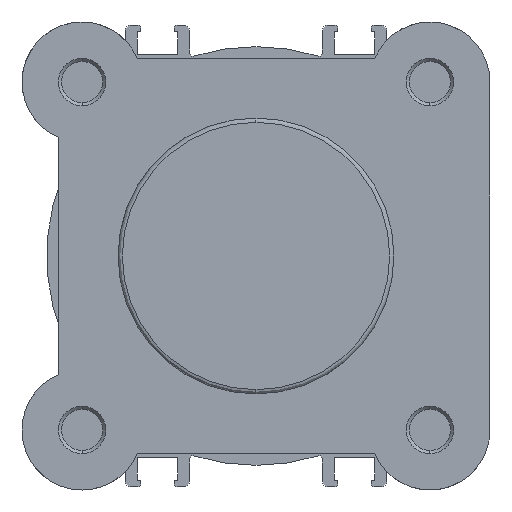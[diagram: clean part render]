
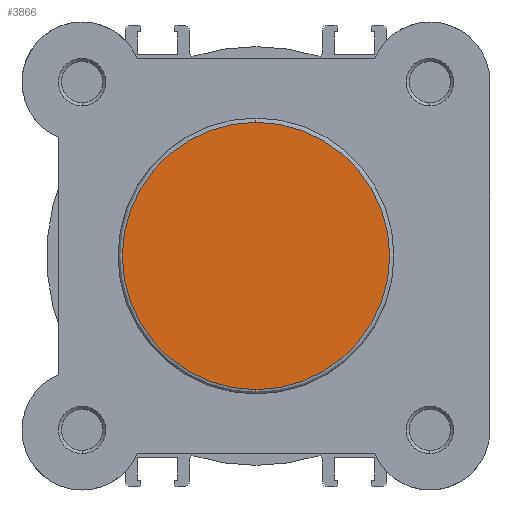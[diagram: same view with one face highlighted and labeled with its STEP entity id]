
A CAD part, left-side view. The second image highlights one B-rep face of the part: STEP entity #3866.
In plain terms, the highlighted planar face has unit normal (-1, 0, 0).
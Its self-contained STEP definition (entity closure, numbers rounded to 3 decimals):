
#518 = CARTESIAN_POINT ( 'NONE',  ( 0., 0., 21.7 ) ) ;
#529 = CARTESIAN_POINT ( 'NONE',  ( 0., 0., -21.7 ) ) ;
#1626 = CIRCLE ( 'NONE', #2092, 21.7 ) ;
#1706 = CIRCLE ( 'NONE', #2123, 21.7 ) ;
#1928 = EDGE_CURVE ( 'NONE', #5407, #5400, #1626, .T. ) ;
#1984 = EDGE_CURVE ( 'NONE', #5400, #5407, #1706, .T. ) ;
#2092 = AXIS2_PLACEMENT_3D ( 'NONE', #4341, #4340, #4339 ) ;
#2123 = AXIS2_PLACEMENT_3D ( 'NONE', #4145, #4138, #4137 ) ;
#3472 = EDGE_LOOP ( 'NONE', ( #5238, #5214 ) ) ;
#3866 = ADVANCED_FACE ( 'NONE', ( #6420 ), #5832, .F. ) ;
#4137 = DIRECTION ( 'NONE',  ( 0., 0., -1. ) ) ;
#4138 = DIRECTION ( 'NONE',  ( -1., 0., 0. ) ) ;
#4145 = CARTESIAN_POINT ( 'NONE',  ( 0., 0., 0. ) ) ;
#4339 = DIRECTION ( 'NONE',  ( 0., 0., -1. ) ) ;
#4340 = DIRECTION ( 'NONE',  ( -1., 0., 0. ) ) ;
#4341 = CARTESIAN_POINT ( 'NONE',  ( 0., 0., 0. ) ) ;
#5214 = ORIENTED_EDGE ( 'NONE', *, *, #1928, .T. ) ;
#5238 = ORIENTED_EDGE ( 'NONE', *, *, #1984, .T. ) ;
#5400 = VERTEX_POINT ( 'NONE', #529 ) ;
#5407 = VERTEX_POINT ( 'NONE', #518 ) ;
#5828 = DIRECTION ( 'NONE',  ( 0., 0., -1. ) ) ;
#5829 = DIRECTION ( 'NONE',  ( 1., 0., 0. ) ) ;
#5832 = PLANE ( 'NONE',  #7074 ) ;
#5833 = CARTESIAN_POINT ( 'NONE',  ( 0., 22.4, 0. ) ) ;
#6420 = FACE_OUTER_BOUND ( 'NONE', #3472, .T. ) ;
#7074 = AXIS2_PLACEMENT_3D ( 'NONE', #5833, #5829, #5828 ) ;
